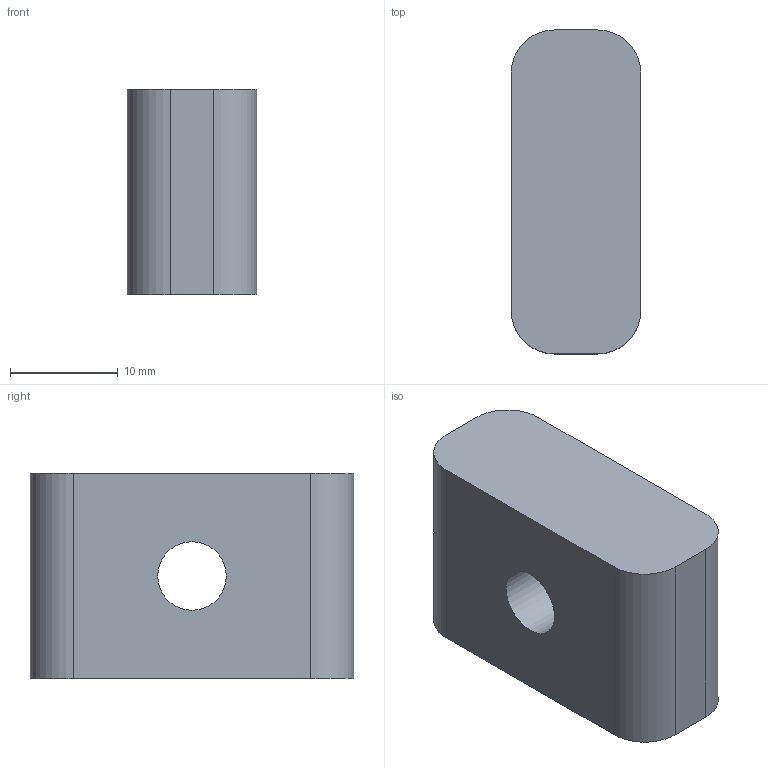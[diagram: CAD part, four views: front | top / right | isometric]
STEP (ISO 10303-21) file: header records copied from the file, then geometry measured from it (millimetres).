
FILE_DESCRIPTION(/* description */ (''),/* implementation_level */ '2;1');
FILE_NAME(/* name */ 'aaa337986_a.stp',/* time_stamp */ '2019-09-19T14:21:49+02:00',/* author */ (''),/* organization */ ('SMS'),/* preprocessor_version */ 'ST-DEVELOPER v16.7',/* originating_system */ 'SIEMENS PLM Software NX 12.0',/* authorisation */ '');
FILE_SCHEMA (('AUTOMOTIVE_DESIGN { 1 0 10303 214 3 1 1 1 }'));
Length unit declared in the file: millimetre
Products named in the file (1): AAA337986_A
Bounding box: 12 x 30 x 19.05 mm (x, y, z)
Volume: 6216.3 mm3; surface area: 2338 mm2
Topology: 1 solids, 1 shells, 11 faces, 29 edges, 22 vertices
Faces by surface type: plane 6, cylinder 5
Full cylindrical faces by diameter (mm): 6.35 x1
Entity records: 473 total; most frequent: CARTESIAN_POINT 141, DIRECTION 64, ORIENTED_EDGE 52, EDGE_CURVE 26, AXIS2_PLACEMENT_3D 24, VERTEX_POINT 18, LINE 16, VECTOR 16
